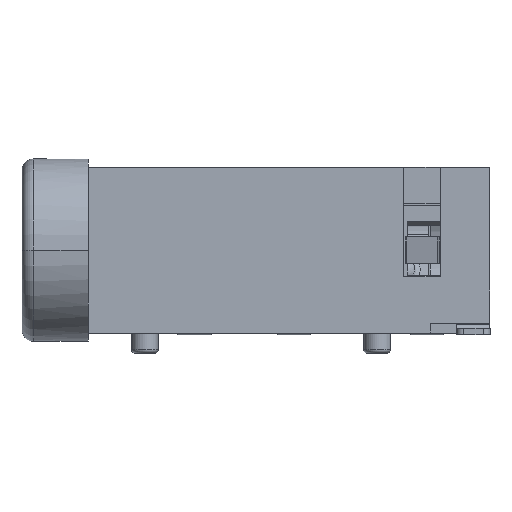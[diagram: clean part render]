
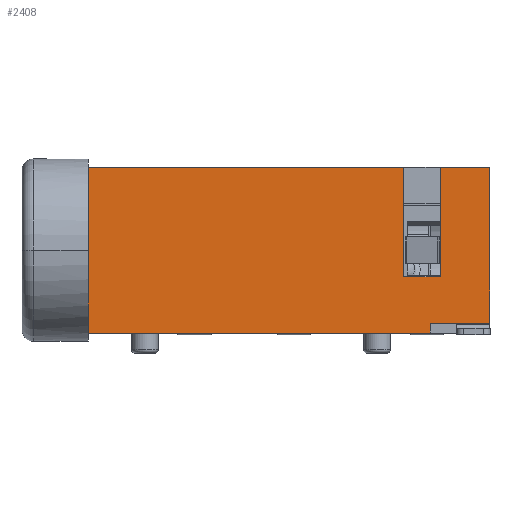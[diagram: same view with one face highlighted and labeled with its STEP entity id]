
A CAD part, front view. The second image highlights one B-rep face of the part: STEP entity #2408.
In plain terms, the highlighted planar face has unit normal (0, -1, 0).
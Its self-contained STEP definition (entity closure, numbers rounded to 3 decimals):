
#670 = VERTEX_POINT ( 'NONE', #14721 ) ;
#775 = DIRECTION ( 'NONE',  ( 1., 0., 0. ) ) ;
#881 = ORIENTED_EDGE ( 'NONE', *, *, #2828, .T. ) ;
#1135 = DIRECTION ( 'NONE',  ( 0., 0., 1. ) ) ;
#1196 = ORIENTED_EDGE ( 'NONE', *, *, #11409, .T. ) ;
#1345 = EDGE_CURVE ( 'NONE', #9472, #3620, #2953, .T. ) ;
#1514 = LINE ( 'NONE', #21265, #5569 ) ;
#1734 = LINE ( 'NONE', #7020, #3065 ) ;
#1799 = CARTESIAN_POINT ( 'NONE',  ( 11.1, -3., -0.8 ) ) ;
#2155 = EDGE_CURVE ( 'NONE', #11346, #20272, #19570, .T. ) ;
#2404 = EDGE_CURVE ( 'NONE', #14555, #15738, #14361, .T. ) ;
#2408 = ADVANCED_FACE ( 'NONE', ( #6018 ), #4392, .T. ) ;
#2448 = CARTESIAN_POINT ( 'NONE',  ( 10.8, -3., -2.5 ) ) ;
#2516 = LINE ( 'NONE', #20439, #5020 ) ;
#2719 = CARTESIAN_POINT ( 'NONE',  ( 12.6, -3., 2.5 ) ) ;
#2828 = EDGE_CURVE ( 'NONE', #12908, #14555, #1514, .T. ) ;
#2857 = DIRECTION ( 'NONE',  ( 0., 0., -1. ) ) ;
#2953 = LINE ( 'NONE', #7943, #9240 ) ;
#3065 = VECTOR ( 'NONE', #20183, 1000. ) ;
#3097 = VECTOR ( 'NONE', #1135, 1000. ) ;
#3551 = EDGE_CURVE ( 'NONE', #670, #20272, #2516, .T. ) ;
#3620 = VERTEX_POINT ( 'NONE', #5669 ) ;
#3804 = CARTESIAN_POINT ( 'NONE',  ( 0.5, -3., -2.5 ) ) ;
#3992 = VERTEX_POINT ( 'NONE', #8404 ) ;
#4392 = PLANE ( 'NONE',  #21373 ) ;
#4739 = CARTESIAN_POINT ( 'NONE',  ( 12.6, -3., 0. ) ) ;
#4903 = CARTESIAN_POINT ( 'NONE',  ( 0.5, -3., 0. ) ) ;
#5020 = VECTOR ( 'NONE', #775, 1000. ) ;
#5569 = VECTOR ( 'NONE', #6289, 1000. ) ;
#5669 = CARTESIAN_POINT ( 'NONE',  ( 10., -3., -0.8 ) ) ;
#5825 = CARTESIAN_POINT ( 'NONE',  ( 10., -3., 2.5 ) ) ;
#5935 = ORIENTED_EDGE ( 'NONE', *, *, #7726, .T. ) ;
#6018 = FACE_OUTER_BOUND ( 'NONE', #11818, .T. ) ;
#6143 = CARTESIAN_POINT ( 'NONE',  ( 10.8, -3., 0. ) ) ;
#6221 = VECTOR ( 'NONE', #6412, 1000. ) ;
#6289 = DIRECTION ( 'NONE',  ( -1., 0., 0. ) ) ;
#6412 = DIRECTION ( 'NONE',  ( 0., 0., 1. ) ) ;
#7020 = CARTESIAN_POINT ( 'NONE',  ( 6.9, -3., -2.5 ) ) ;
#7307 = LINE ( 'NONE', #17365, #6221 ) ;
#7726 = EDGE_CURVE ( 'NONE', #3620, #12908, #7307, .T. ) ;
#7731 = ORIENTED_EDGE ( 'NONE', *, *, #10895, .T. ) ;
#7943 = CARTESIAN_POINT ( 'NONE',  ( 6.9, -3., -0.8 ) ) ;
#7971 = DIRECTION ( 'NONE',  ( 0., 0., -1. ) ) ;
#8404 = CARTESIAN_POINT ( 'NONE',  ( 11.1, -3., 2.5 ) ) ;
#8897 = EDGE_CURVE ( 'NONE', #3992, #9472, #13594, .T. ) ;
#9161 = VECTOR ( 'NONE', #18480, 1000. ) ;
#9240 = VECTOR ( 'NONE', #21297, 1000. ) ;
#9472 = VERTEX_POINT ( 'NONE', #1799 ) ;
#9874 = DIRECTION ( 'NONE',  ( 0., 0., 1. ) ) ;
#10073 = ORIENTED_EDGE ( 'NONE', *, *, #3551, .T. ) ;
#10145 = LINE ( 'NONE', #20024, #9161 ) ;
#10871 = DIRECTION ( 'NONE',  ( 0., -1., 0. ) ) ;
#10895 = EDGE_CURVE ( 'NONE', #11346, #3992, #10145, .T. ) ;
#10992 = CARTESIAN_POINT ( 'NONE',  ( 0.5, -3., 2.5 ) ) ;
#11346 = VERTEX_POINT ( 'NONE', #2719 ) ;
#11409 = EDGE_CURVE ( 'NONE', #15738, #12929, #1734, .T. ) ;
#11818 = EDGE_LOOP ( 'NONE', ( #17710, #7731, #16236, #17958, #5935, #881, #14290, #1196, #19718, #10073 ) ) ;
#11936 = CARTESIAN_POINT ( 'NONE',  ( 12.6, -3., -2.2 ) ) ;
#11946 = EDGE_CURVE ( 'NONE', #12929, #670, #14274, .T. ) ;
#12908 = VERTEX_POINT ( 'NONE', #5825 ) ;
#12929 = VERTEX_POINT ( 'NONE', #2448 ) ;
#13289 = VECTOR ( 'NONE', #7971, 1000. ) ;
#13594 = LINE ( 'NONE', #15452, #15804 ) ;
#14274 = LINE ( 'NONE', #6143, #3097 ) ;
#14290 = ORIENTED_EDGE ( 'NONE', *, *, #2404, .T. ) ;
#14361 = LINE ( 'NONE', #4903, #15732 ) ;
#14555 = VERTEX_POINT ( 'NONE', #10992 ) ;
#14721 = CARTESIAN_POINT ( 'NONE',  ( 10.8, -3., -2.2 ) ) ;
#14888 = CARTESIAN_POINT ( 'NONE',  ( 6.9, -3., 0. ) ) ;
#15452 = CARTESIAN_POINT ( 'NONE',  ( 11.1, -3., 0. ) ) ;
#15732 = VECTOR ( 'NONE', #2857, 1000. ) ;
#15738 = VERTEX_POINT ( 'NONE', #3804 ) ;
#15804 = VECTOR ( 'NONE', #20321, 1000. ) ;
#16236 = ORIENTED_EDGE ( 'NONE', *, *, #8897, .T. ) ;
#17365 = CARTESIAN_POINT ( 'NONE',  ( 10., -3., 0. ) ) ;
#17710 = ORIENTED_EDGE ( 'NONE', *, *, #2155, .F. ) ;
#17958 = ORIENTED_EDGE ( 'NONE', *, *, #1345, .T. ) ;
#18480 = DIRECTION ( 'NONE',  ( -1., 0., 0. ) ) ;
#19570 = LINE ( 'NONE', #4739, #13289 ) ;
#19718 = ORIENTED_EDGE ( 'NONE', *, *, #11946, .T. ) ;
#20024 = CARTESIAN_POINT ( 'NONE',  ( 6.9, -3., 2.5 ) ) ;
#20183 = DIRECTION ( 'NONE',  ( 1., 0., 0. ) ) ;
#20272 = VERTEX_POINT ( 'NONE', #11936 ) ;
#20321 = DIRECTION ( 'NONE',  ( 0., 0., -1. ) ) ;
#20439 = CARTESIAN_POINT ( 'NONE',  ( 6.9, -3., -2.2 ) ) ;
#21265 = CARTESIAN_POINT ( 'NONE',  ( 6.9, -3., 2.5 ) ) ;
#21297 = DIRECTION ( 'NONE',  ( -1., 0., 0. ) ) ;
#21373 = AXIS2_PLACEMENT_3D ( 'NONE', #14888, #10871, #9874 ) ;
